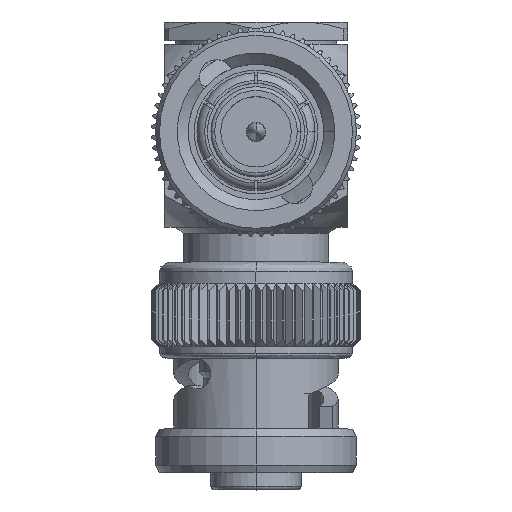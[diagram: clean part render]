
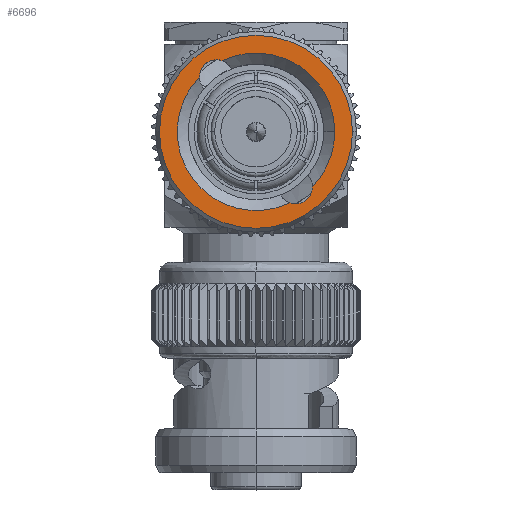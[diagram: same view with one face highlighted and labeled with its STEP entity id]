
A CAD part, top view. The second image highlights one B-rep face of the part: STEP entity #6696.
In plain terms, the highlighted face is planar.
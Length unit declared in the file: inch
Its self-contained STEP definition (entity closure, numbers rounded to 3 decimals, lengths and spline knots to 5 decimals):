
#51 = EDGE_CURVE ( 'NONE', #21022, #19155, #28975, .T. ) ;
#740 = AXIS2_PLACEMENT_3D ( 'NONE', #28790, #25947, #31825 ) ;
#859 = ORIENTED_EDGE ( 'NONE', *, *, #19733, .T. ) ;
#1390 = ORIENTED_EDGE ( 'NONE', *, *, #8136, .T. ) ;
#1463 = DIRECTION ( 'NONE',  ( 1., 0., 0. ) ) ;
#2182 = DIRECTION ( 'NONE',  ( 0., 0., 1. ) ) ;
#2837 = CARTESIAN_POINT ( 'NONE',  ( 0., 0., 0. ) ) ;
#3370 = DIRECTION ( 'NONE',  ( 1., 0., 0. ) ) ;
#3528 = FACE_OUTER_BOUND ( 'NONE', #28749, .T. ) ;
#3550 = EDGE_CURVE ( 'NONE', #5287, #27688, #29656, .T. ) ;
#4128 = DIRECTION ( 'NONE',  ( 0., 0., -1. ) ) ;
#5287 = VERTEX_POINT ( 'NONE', #16200 ) ;
#6534 = PLANE ( 'NONE',  #7539 ) ;
#6696 = ADVANCED_FACE ( 'NONE', ( #3528, #33277 ), #6534, .F. ) ;
#6775 = ORIENTED_EDGE ( 'NONE', *, *, #51, .F. ) ;
#6778 = AXIS2_PLACEMENT_3D ( 'NONE', #11007, #3370, #8860 ) ;
#7539 = AXIS2_PLACEMENT_3D ( 'NONE', #30771, #20253, #17407 ) ;
#8136 = EDGE_CURVE ( 'NONE', #9367, #22053, #28603, .T. ) ;
#8324 = CARTESIAN_POINT ( 'NONE',  ( 0., 0., 0.21494 ) ) ;
#8572 = ORIENTED_EDGE ( 'NONE', *, *, #8602, .T. ) ;
#8602 = EDGE_CURVE ( 'NONE', #14128, #5287, #30916, .T. ) ;
#8711 = AXIS2_PLACEMENT_3D ( 'NONE', #20398, #34100, #16104 ) ;
#8860 = DIRECTION ( 'NONE',  ( 0., 0., -1. ) ) ;
#9188 = EDGE_CURVE ( 'NONE', #33938, #9367, #13886, .T. ) ;
#9367 = VERTEX_POINT ( 'NONE', #11141 ) ;
#10460 = DIRECTION ( 'NONE',  ( 1., 0., 0. ) ) ;
#10943 = CARTESIAN_POINT ( 'NONE',  ( 0., 0., -0.26339 ) ) ;
#11007 = CARTESIAN_POINT ( 'NONE',  ( 0., 0.15021, -0.10789 ) ) ;
#11141 = CARTESIAN_POINT ( 'NONE',  ( 0., -0.19403, 0.09247 ) ) ;
#11802 = CIRCLE ( 'NONE', #31726, 0.21494 ) ;
#12564 = AXIS2_PLACEMENT_3D ( 'NONE', #21782, #26574, #2182 ) ;
#13065 = EDGE_LOOP ( 'NONE', ( #23416, #20325, #29380, #1390, #859, #8572 ) ) ;
#13886 = CIRCLE ( 'NONE', #33768, 0.04645 ) ;
#14128 = VERTEX_POINT ( 'NONE', #34015 ) ;
#15808 = DIRECTION ( 'NONE',  ( 0., 0., 1. ) ) ;
#16104 = DIRECTION ( 'NONE',  ( 0., 0., -1. ) ) ;
#16200 = CARTESIAN_POINT ( 'NONE',  ( 0., 0.19403, -0.09247 ) ) ;
#16482 = AXIS2_PLACEMENT_3D ( 'NONE', #2837, #10460, #24377 ) ;
#17054 = EDGE_CURVE ( 'NONE', #27688, #33938, #11802, .T. ) ;
#17407 = DIRECTION ( 'NONE',  ( 0., 0., -1. ) ) ;
#19155 = VERTEX_POINT ( 'NONE', #34438 ) ;
#19227 = ORIENTED_EDGE ( 'NONE', *, *, #28702, .F. ) ;
#19733 = EDGE_CURVE ( 'NONE', #22053, #14128, #21600, .T. ) ;
#20253 = DIRECTION ( 'NONE',  ( 1., 0., 0. ) ) ;
#20291 = AXIS2_PLACEMENT_3D ( 'NONE', #33705, #1463, #4128 ) ;
#20325 = ORIENTED_EDGE ( 'NONE', *, *, #17054, .T. ) ;
#20398 = CARTESIAN_POINT ( 'NONE',  ( 0., 0.15021, -0.10789 ) ) ;
#21022 = VERTEX_POINT ( 'NONE', #10943 ) ;
#21600 = CIRCLE ( 'NONE', #6778, 0.04645 ) ;
#21782 = CARTESIAN_POINT ( 'NONE',  ( 0., 0., 0. ) ) ;
#22053 = VERTEX_POINT ( 'NONE', #28268 ) ;
#22130 = DIRECTION ( 'NONE',  ( 1., 0., 0. ) ) ;
#23416 = ORIENTED_EDGE ( 'NONE', *, *, #3550, .T. ) ;
#24377 = DIRECTION ( 'NONE',  ( 0., 0., -1. ) ) ;
#25947 = DIRECTION ( 'NONE',  ( 1., 0., 0. ) ) ;
#26341 = DIRECTION ( 'NONE',  ( 1., 0., 0. ) ) ;
#26574 = DIRECTION ( 'NONE',  ( 1., 0., 0. ) ) ;
#27688 = VERTEX_POINT ( 'NONE', #8324 ) ;
#28268 = CARTESIAN_POINT ( 'NONE',  ( 0., 0.14961, -0.15433 ) ) ;
#28603 = CIRCLE ( 'NONE', #740, 0.21494 ) ;
#28702 = EDGE_CURVE ( 'NONE', #19155, #21022, #31099, .T. ) ;
#28749 = EDGE_LOOP ( 'NONE', ( #6775, #19227 ) ) ;
#28790 = CARTESIAN_POINT ( 'NONE',  ( 0., 0., 0. ) ) ;
#28975 = CIRCLE ( 'NONE', #16482, 0.26339 ) ;
#28999 = CARTESIAN_POINT ( 'NONE',  ( 0., 0., 0. ) ) ;
#29209 = CARTESIAN_POINT ( 'NONE',  ( 0., -0.14961, 0.15433 ) ) ;
#29380 = ORIENTED_EDGE ( 'NONE', *, *, #9188, .T. ) ;
#29656 = CIRCLE ( 'NONE', #12564, 0.21494 ) ;
#30771 = CARTESIAN_POINT ( 'NONE',  ( 0., 0., -0.26339 ) ) ;
#30833 = CARTESIAN_POINT ( 'NONE',  ( 0., -0.15021, 0.10789 ) ) ;
#30916 = CIRCLE ( 'NONE', #8711, 0.04645 ) ;
#31099 = CIRCLE ( 'NONE', #20291, 0.26339 ) ;
#31726 = AXIS2_PLACEMENT_3D ( 'NONE', #28999, #26341, #15808 ) ;
#31825 = DIRECTION ( 'NONE',  ( 0., 0., 1. ) ) ;
#32994 = DIRECTION ( 'NONE',  ( 0., 0., -1. ) ) ;
#33277 = FACE_BOUND ( 'NONE', #13065, .T. ) ;
#33705 = CARTESIAN_POINT ( 'NONE',  ( 0., 0., 0. ) ) ;
#33768 = AXIS2_PLACEMENT_3D ( 'NONE', #30833, #22130, #32994 ) ;
#33938 = VERTEX_POINT ( 'NONE', #29209 ) ;
#34015 = CARTESIAN_POINT ( 'NONE',  ( 0., 0.15021, -0.15434 ) ) ;
#34100 = DIRECTION ( 'NONE',  ( 1., 0., 0. ) ) ;
#34438 = CARTESIAN_POINT ( 'NONE',  ( 0., 0., 0.26339 ) ) ;
